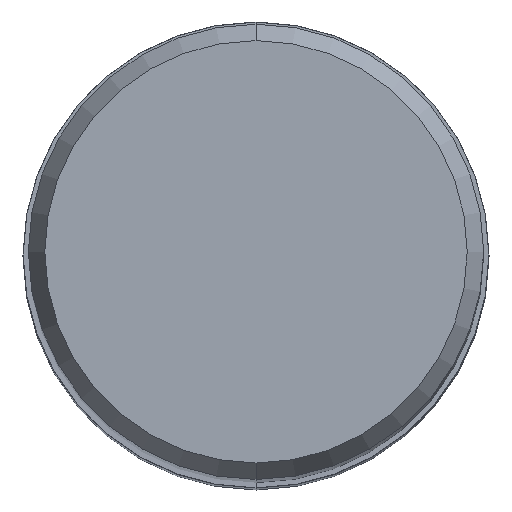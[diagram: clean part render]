
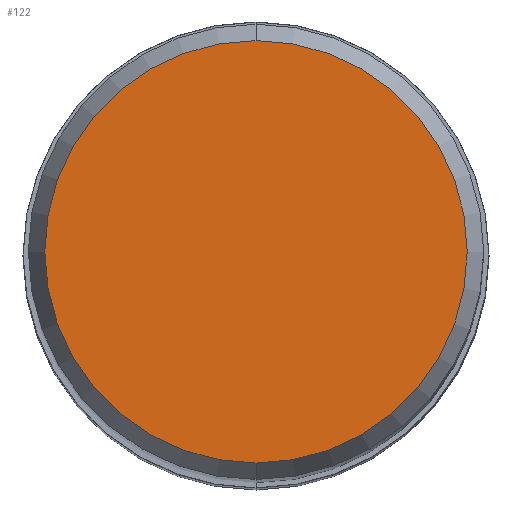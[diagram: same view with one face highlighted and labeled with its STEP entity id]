
A CAD part, top view. The second image highlights one B-rep face of the part: STEP entity #122.
In plain terms, the highlighted planar face has unit normal (0, 0, 1).
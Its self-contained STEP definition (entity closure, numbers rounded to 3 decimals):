
#122=ADVANCED_FACE('',(#303),#304,.T.);
#146=VERTEX_POINT('',#329);
#160=VERTEX_POINT('',#345);
#202=EDGE_CURVE('',#146,#160,#393,.T.);
#238=EDGE_CURVE('',#160,#146,#432,.T.);
#303=FACE_OUTER_BOUND('',#495,.T.);
#304=PLANE('',#496);
#329=CARTESIAN_POINT('',(0.0,5.892,0.01));
#345=CARTESIAN_POINT('',(0.,-5.892,0.01));
#393=CIRCLE('',#607,5.892);
#432=CIRCLE('',#665,5.892);
#495=EDGE_LOOP('',(#736,#737));
#496=AXIS2_PLACEMENT_3D('',#738,#739,#740);
#607=AXIS2_PLACEMENT_3D('',#834,#835,#836);
#665=AXIS2_PLACEMENT_3D('',#885,#886,#887);
#736=ORIENTED_EDGE('',*,*,#202,.F.);
#737=ORIENTED_EDGE('',*,*,#238,.F.);
#738=CARTESIAN_POINT('',(0.0,2.946,0.01));
#739=DIRECTION('',(-0.0,0.0,1.0));
#740=DIRECTION('',(0.0,-1.0,0.0));
#834=CARTESIAN_POINT('',(0.0,0.0,0.01));
#835=DIRECTION('',(0.0,0.0,-1.0));
#836=DIRECTION('',(0.0,1.0,0.0));
#885=CARTESIAN_POINT('',(0.0,0.0,0.01));
#886=DIRECTION('',(0.0,0.0,-1.0));
#887=DIRECTION('',(0.0,1.0,0.0));
